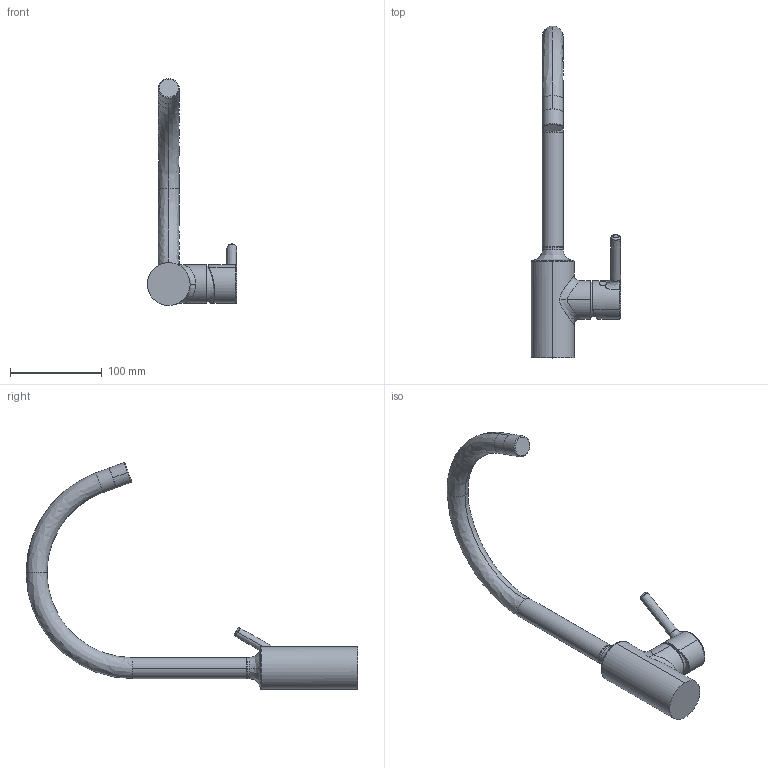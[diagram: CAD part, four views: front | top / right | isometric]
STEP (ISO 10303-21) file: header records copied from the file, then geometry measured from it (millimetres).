
FILE_DESCRIPTION (( 'STEP AP203' ), '1' );
FILE_NAME ('5222116733(2023).STEP', '2023-04-24T10:42:53', ( '' ), ( '' ), 'SwSTEP 2.0', 'SolidWorks 2016', '' );
FILE_SCHEMA (( 'CONFIG_CONTROL_DESIGN' ));
Length unit declared in the file: millimetre
Products named in the file (1): 5222116733(2023)
Bounding box: 97.16 x 361.25 x 246.99 mm (x, y, z)
Surface area: 67816.7 mm2 (no closed solid volume)
Topology: 0 solids, 5 shells, 66 faces, 150 edges, 95 vertices
Faces by surface type: bspline 36, cylinder 16, plane 12, torus 2
Entity records: 8831 total; most frequent: CARTESIAN_POINT 7497, ORIENTED_EDGE 298, DIRECTION 201, EDGE_CURVE 150, VERTEX_POINT 95, AXIS2_PLACEMENT_3D 91, B_SPLINE_CURVE_WITH_KNOTS 69, EDGE_LOOP 68
